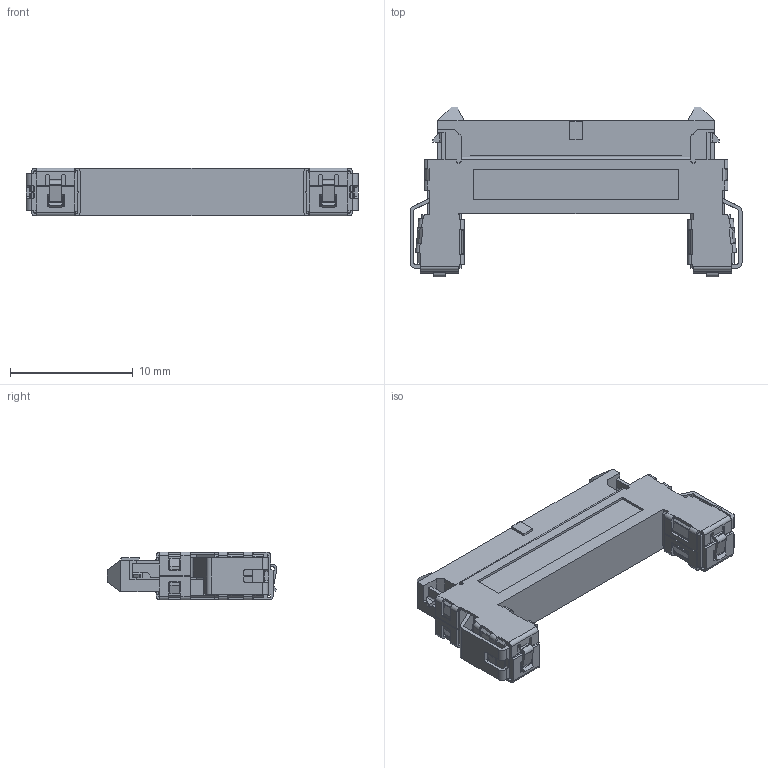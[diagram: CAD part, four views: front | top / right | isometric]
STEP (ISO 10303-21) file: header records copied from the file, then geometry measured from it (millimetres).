
FILE_DESCRIPTION(('OneSpaceDesigner STEP Export'),'2;1');
FILE_NAME('FX15-31P-C.stp','2007-03-23T 8:09:08',(''),(''),'OneSpace Designer STEP processor (Jan. 2003) for AP214(CD)(Solid Model)','OneSpace Designer 12.00 10-Sep-2003 (C) CoCreate Software GmbH','');
FILE_SCHEMA(('AUTOMOTIVE_DESIGN_CC2 {1 2 10303 214 -1 1 5 1}'));
Length unit declared in the file: millimetre
Products named in the file (2): FX15-31P-C
Assembly tree (1 placements, depth 2):
  FX15-31P-C
    FX15-31P-C
Bounding box: 27 x 13.8 x 3.9 mm (x, y, z)
Volume: 624.9 mm3; surface area: 1223.1 mm2
Topology: 1 solids, 5 shells, 826 faces, 2459 edges, 1596 vertices
Faces by surface type: plane 645, cylinder 181
Entity records: 26687 total; most frequent: ORIENTED_EDGE 4918, CARTESIAN_POINT 4746, DIRECTION 4185, EDGE_CURVE 2459, VECTOR 2011, LINE 2011, VERTEX_POINT 1596, AXIS2_PLACEMENT_3D 1087
